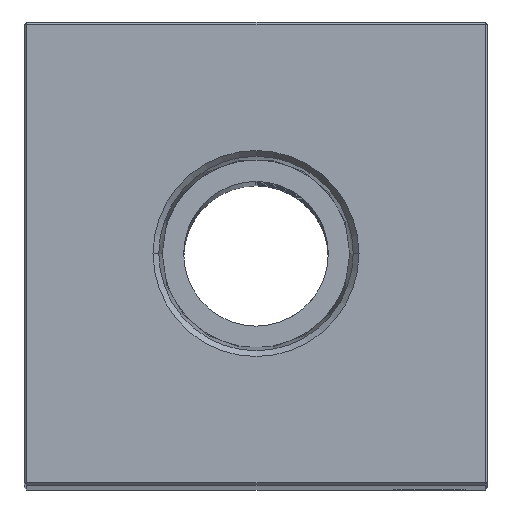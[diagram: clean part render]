
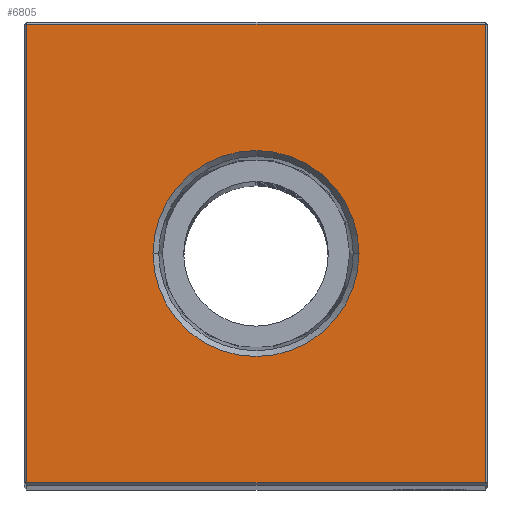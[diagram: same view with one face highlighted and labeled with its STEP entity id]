
A CAD part, top view. The second image highlights one B-rep face of the part: STEP entity #6805.
In plain terms, the highlighted planar face has unit normal (0, 0, 1).
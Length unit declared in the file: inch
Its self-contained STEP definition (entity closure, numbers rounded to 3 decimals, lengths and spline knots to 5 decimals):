
#135 = FACE_OUTER_BOUND ( 'NONE', #10299, .T. ) ;
#342 = VERTEX_POINT ( 'NONE', #8365 ) ;
#395 = LINE ( 'NONE', #2707, #7675 ) ;
#575 = ORIENTED_EDGE ( 'NONE', *, *, #19136, .F. ) ;
#723 = AXIS2_PLACEMENT_3D ( 'NONE', #8288, #10158, #12602 ) ;
#2405 = EDGE_CURVE ( 'NONE', #342, #7818, #10846, .T. ) ;
#2707 = CARTESIAN_POINT ( 'NONE',  ( 0., -0.99, 12.25 ) ) ;
#3442 = DIRECTION ( 'NONE',  ( -1., 0., 0. ) ) ;
#4313 = DIRECTION ( 'NONE',  ( 0., 0., 1. ) ) ;
#5194 = CARTESIAN_POINT ( 'NONE',  ( 0.99, 0.99, 12.25 ) ) ;
#5909 = AXIS2_PLACEMENT_3D ( 'NONE', #21883, #13387, #15112 ) ;
#6008 = EDGE_CURVE ( 'NONE', #21282, #21552, #7271, .T. ) ;
#6083 = ORIENTED_EDGE ( 'NONE', *, *, #9036, .T. ) ;
#6208 = VERTEX_POINT ( 'NONE', #19541 ) ;
#6428 = CIRCLE ( 'NONE', #22538, 0.44487 ) ;
#6805 = ADVANCED_FACE ( 'NONE', ( #135, #11223 ), #19715, .F. ) ;
#7069 = CARTESIAN_POINT ( 'NONE',  ( 0.44487, 0., 12.25 ) ) ;
#7271 = LINE ( 'NONE', #11735, #28529 ) ;
#7675 = VECTOR ( 'NONE', #18108, 39.37008 ) ;
#7818 = VERTEX_POINT ( 'NONE', #7069 ) ;
#8288 = CARTESIAN_POINT ( 'NONE',  ( 0., 0., 12.25 ) ) ;
#8360 = DIRECTION ( 'NONE',  ( 1., 0., 0. ) ) ;
#8365 = CARTESIAN_POINT ( 'NONE',  ( -0.44487, 0., 12.25 ) ) ;
#9036 = EDGE_CURVE ( 'NONE', #21552, #6208, #395, .T. ) ;
#9385 = CARTESIAN_POINT ( 'NONE',  ( 0.99, 0., 12.25 ) ) ;
#9865 = DIRECTION ( 'NONE',  ( 0., -1., 0. ) ) ;
#10158 = DIRECTION ( 'NONE',  ( 0., 0., 1. ) ) ;
#10299 = EDGE_LOOP ( 'NONE', ( #10376, #6083, #23521, #26488 ) ) ;
#10376 = ORIENTED_EDGE ( 'NONE', *, *, #6008, .T. ) ;
#10485 = VECTOR ( 'NONE', #18157, 39.37008 ) ;
#10846 = CIRCLE ( 'NONE', #723, 0.44487 ) ;
#11223 = FACE_BOUND ( 'NONE', #14693, .T. ) ;
#11735 = CARTESIAN_POINT ( 'NONE',  ( -0.99, 0., 12.25 ) ) ;
#12018 = EDGE_CURVE ( 'NONE', #6208, #20910, #17886, .T. ) ;
#12602 = DIRECTION ( 'NONE',  ( 1., 0., 0. ) ) ;
#13387 = DIRECTION ( 'NONE',  ( 0., 0., -1. ) ) ;
#13510 = ORIENTED_EDGE ( 'NONE', *, *, #2405, .F. ) ;
#14693 = EDGE_LOOP ( 'NONE', ( #575, #13510 ) ) ;
#15112 = DIRECTION ( 'NONE',  ( -1., 0., 0. ) ) ;
#17886 = LINE ( 'NONE', #9385, #10485 ) ;
#18108 = DIRECTION ( 'NONE',  ( 1., 0., 0. ) ) ;
#18157 = DIRECTION ( 'NONE',  ( 0., 1., 0. ) ) ;
#18657 = CARTESIAN_POINT ( 'NONE',  ( -0.99, 0.99, 12.25 ) ) ;
#18709 = LINE ( 'NONE', #25487, #18936 ) ;
#18936 = VECTOR ( 'NONE', #3442, 39.37008 ) ;
#19136 = EDGE_CURVE ( 'NONE', #7818, #342, #6428, .T. ) ;
#19541 = CARTESIAN_POINT ( 'NONE',  ( 0.99, -0.99, 12.25 ) ) ;
#19715 = PLANE ( 'NONE',  #5909 ) ;
#20910 = VERTEX_POINT ( 'NONE', #5194 ) ;
#21282 = VERTEX_POINT ( 'NONE', #18657 ) ;
#21552 = VERTEX_POINT ( 'NONE', #24688 ) ;
#21883 = CARTESIAN_POINT ( 'NONE',  ( 0., 0., 12.25 ) ) ;
#22538 = AXIS2_PLACEMENT_3D ( 'NONE', #23907, #4313, #8360 ) ;
#23521 = ORIENTED_EDGE ( 'NONE', *, *, #12018, .T. ) ;
#23907 = CARTESIAN_POINT ( 'NONE',  ( 0., 0., 12.25 ) ) ;
#24688 = CARTESIAN_POINT ( 'NONE',  ( -0.99, -0.99, 12.25 ) ) ;
#24845 = EDGE_CURVE ( 'NONE', #20910, #21282, #18709, .T. ) ;
#25487 = CARTESIAN_POINT ( 'NONE',  ( 0., 0.99, 12.25 ) ) ;
#26488 = ORIENTED_EDGE ( 'NONE', *, *, #24845, .T. ) ;
#28529 = VECTOR ( 'NONE', #9865, 39.37008 ) ;
